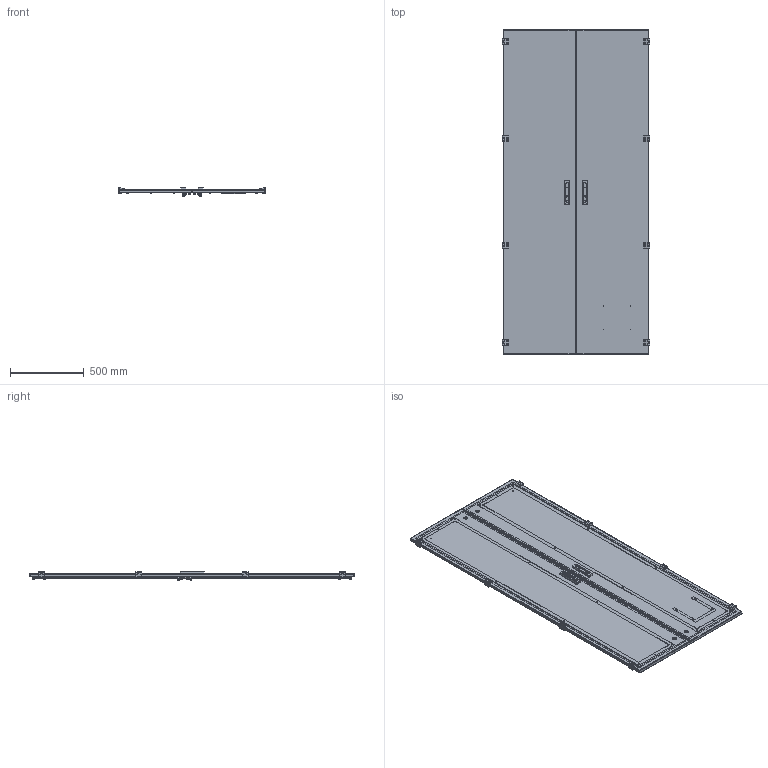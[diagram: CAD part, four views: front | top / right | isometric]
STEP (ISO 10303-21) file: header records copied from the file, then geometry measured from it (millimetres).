
FILE_DESCRIPTION (( 'STEP AP203' ), '1' );
FILE_NAME ('Êîìïëåêò äâåðåé FORT äëÿ êîðïóñà âûñîòîé 2200 è øèðèíîé 1000 IP54 EKF PROxima.STEP', '2021-05-25T06:53:41', ( '' ), ( '' ), 'SwSTEP 2.0', 'SolidWorks 2021', '' );
FILE_SCHEMA (( 'CONFIG_CONTROL_DESIGN' ));
Length unit declared in the file: millimetre
Products named in the file (30): Øïèëüêà Ì6õ12; ÌÈ-1292.02.02.001 Äâåðü ëåâàÿ 500õ2200; ÌÈ-1292.02.01.001 Äâåðü ïðàâàÿ 500õ2200; Øïèëüêà ïðèâàðíàÿ Ì6õ25 DIN 13918; Çàìîê â ñáîðå Àòîñ ëåâûé; ÌÈ-983.02.00.005 Óãîëîê ìîíòàæíûé; Øïèëüêà ïðèâàðíàÿ Ì6õ20 DIN 13918; hex thin nut gradeb_din_Hexagon Nut ISO 4036 - M6 - N; ÌÈ-1238.02.00.004 Ïðîôèëü äâåðíîé ìàëûé 500; Äåðæàòåëü øòîêà; Äåðæàòåëü òÿãè àòîñ; ÌÈ-1292.02.01.000 ÑÁ Äâåðü ïðàâàÿ 500õ2200 â ñáîðå; hex flange nut_din_Hexagon Flange Nut DIN 6923 - M6 - N; ÌÈ-1292.02.02.000 ÑÁ Äâåðü ëåâàÿ 500õ2200 â ñáîðå; 剒蜲錪 獲闃; ÌÈ-1164.02.00.003 Ïðîôèëü äâåðíîé áîëüøîé 2200; 幄鍧 獲闃 1000; ÓÊ íà äâåðü 500õ2200; êîðïóñ ïåòëè1; îñü ïåòëè; Êîðïóñ äâåðíîé ðó÷êè Àòîñ; 幄鍧 獲闃 1100; îñíîâàíèå ïåòëè1; countersunk raised head cross recess screw_din_DIN EN ISO 7047 - M4 x 10 - Z - 10N; Óãëîâàÿ ïåòëÿ Àòîñ; Çàìîê â ñáîðå Àòîñ; Êîìïëåêò äâåðåé FORT äëÿ êîðïóñà âûñîòîé 2200 è øèðèíîé 1000 IP54 EKF PROxima; 昈-1238.02.00.002 忺謽鳧; pan head cross collar screw_din_DIN 967 - M4 x 16 - Z --- 14.6N; Ìåõàíèçì äâåðè Àòîñ
Assembly tree (120 placements, depth 4):
  Êîìïëåêò äâåðåé FORT äëÿ êîðïóñà âûñîòîé 2200 è øèðèíîé 1000 IP54 EKF PROxima
    ÌÈ-1292.02.01.000 ÑÁ Äâåðü ïðàâàÿ 500õ2200 â ñáîðå
      ÌÈ-1292.02.01.001 Äâåðü ïðàâàÿ 500õ2200
      ÓÊ íà äâåðü 500õ2200
      Óãëîâàÿ ïåòëÿ Àòîñ  x4
        îñíîâàíèå ïåòëè1
        êîðïóñ ïåòëè1
        îñü ïåòëè
      Øïèëüêà Ì6õ12  x5
      Çàìîê â ñáîðå Àòîñ
        Êîðïóñ äâåðíîé ðó÷êè Àòîñ
        Ìåõàíèçì äâåðè Àòîñ
        剒蜲錪 獲闃
        pan head cross collar screw_din_DIN 967 - M4 x 16 - Z --- 14.6N  x2
      Äåðæàòåëü òÿãè àòîñ  x2
      hex thin nut gradeb_din_Hexagon Nut ISO 4036 - M6 - N  x2
      幄鍧 獲闃 1000
      幄鍧 獲闃 1100
      countersunk raised head cross recess screw_din_DIN EN ISO 7047 - M4 x 10 - Z - 10N  x2
      Øïèëüêà ïðèâàðíàÿ Ì6õ25 DIN 13918  x2
      Äåðæàòåëü øòîêà  x2
      ÌÈ-983.02.00.005 Óãîëîê ìîíòàæíûé  x4
      Øïèëüêà ïðèâàðíàÿ Ì6õ20 DIN 13918  x10
      ÌÈ-1238.02.00.004 Ïðîôèëü äâåðíîé ìàëûé 500  x2
      ÌÈ-1164.02.00.003 Ïðîôèëü äâåðíîé áîëüøîé 2200  x2
      hex flange nut_din_Hexagon Flange Nut DIN 6923 - M6 - N  x14
      昈-1238.02.00.002 忺謽鳧
    ÌÈ-1292.02.02.000 ÑÁ Äâåðü ëåâàÿ 500õ2200 â ñáîðå
      ÌÈ-1292.02.02.001 Äâåðü ëåâàÿ 500õ2200
      Çàìîê â ñáîðå Àòîñ ëåâûé
        Êîðïóñ äâåðíîé ðó÷êè Àòîñ
        Ìåõàíèçì äâåðè Àòîñ
        剒蜲錪 獲闃
        pan head cross collar screw_din_DIN 967 - M4 x 16 - Z --- 14.6N  x2
      Óãëîâàÿ ïåòëÿ Àòîñ  x4
        îñíîâàíèå ïåòëè1
        êîðïóñ ïåòëè1
        îñü ïåòëè
      Øïèëüêà Ì6õ12
      Øïèëüêà ïðèâàðíàÿ Ì6õ20 DIN 13918  x10
      Øïèëüêà ïðèâàðíàÿ Ì6õ25 DIN 13918  x2
      Äåðæàòåëü òÿãè àòîñ  x2
      hex thin nut gradeb_din_Hexagon Nut ISO 4036 - M6 - N  x2
      幄鍧 獲闃 1000
      幄鍧 獲闃 1100
      Äåðæàòåëü øòîêà  x2
      ÌÈ-983.02.00.005 Óãîëîê ìîíòàæíûé  x4
      ÌÈ-1164.02.00.003 Ïðîôèëü äâåðíîé áîëüøîé 2200  x2
      ÌÈ-1238.02.00.004 Ïðîôèëü äâåðíîé ìàëûé 500  x2
      countersunk raised head cross recess screw_din_DIN EN ISO 7047 - M4 x 10 - Z - 10N  x2
      hex flange nut_din_Hexagon Flange Nut DIN 6923 - M6 - N  x10
      ÓÊ íà äâåðü 500õ2200
Bounding box: 999.5 x 2200 x 58.1 mm (x, y, z)
Volume: 6758930.1 mm3; surface area: 6421054.9 mm2
Topology: 129 solids, 129 shells, 4219 faces, 10129 edges, 6262 vertices
Faces by surface type: cylinder 1730, plane 1673, cone 420, bspline 300, torus 80, sphere 16
Entity records: 41208 total; most frequent: CARTESIAN_POINT 9294, DIRECTION 5744, ORIENTED_EDGE 5190, EDGE_CURVE 2595, AXIS2_PLACEMENT_3D 2207, VERTEX_POINT 1619, EDGE_LOOP 1390, VECTOR 1330
